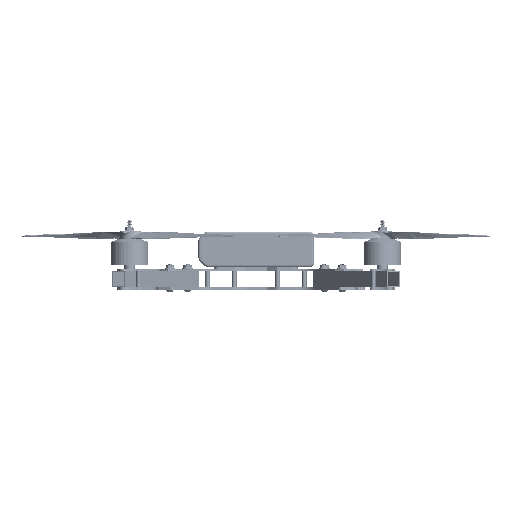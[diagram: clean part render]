
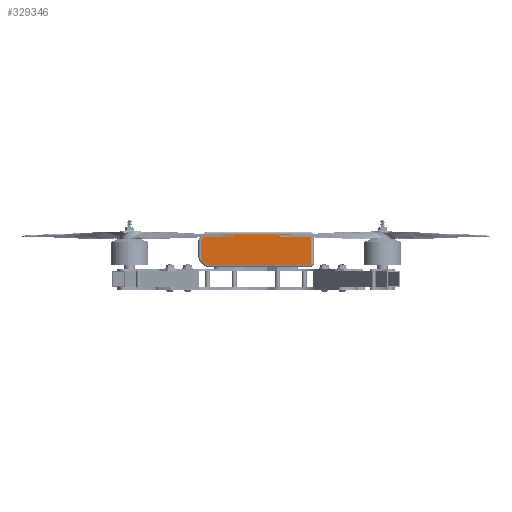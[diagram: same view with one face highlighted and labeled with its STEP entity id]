
A CAD part, left-side view. The second image highlights one B-rep face of the part: STEP entity #329346.
In plain terms, the highlighted free-form (B-spline) face has degree [1, 1] with [2, 2] control points.
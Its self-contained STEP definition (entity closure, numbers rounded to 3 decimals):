
#328802 = VERTEX_POINT('',#328803);
#328803 = CARTESIAN_POINT('',(-60.603,-98.151,
    42.159));
#328819 = VERTEX_POINT('',#328820);
#328820 = CARTESIAN_POINT('',(-60.603,-98.151,
    92.223));
#328826 = EDGE_CURVE('',#328819,#328802,#328827,.T.);
#328827 = B_SPLINE_CURVE_WITH_KNOTS('',1,(#328828,#328829),
  .UNSPECIFIED.,.F.,.F.,(2,2),(-43.,-5.),.PIECEWISE_BEZIER_KNOTS.);
#328828 = CARTESIAN_POINT('',(-60.603,-98.151,
    92.223));
#328829 = CARTESIAN_POINT('',(-60.603,-98.151,
    42.159));
#328850 = EDGE_CURVE('',#328851,#328819,#328853,.T.);
#328851 = VERTEX_POINT('',#328852);
#328852 = CARTESIAN_POINT('',(-60.603,-95.516,
    94.858));
#328853 = ( BOUNDED_CURVE() B_SPLINE_CURVE(2,(#328854,#328855,#328856),
.UNSPECIFIED.,.F.,.F.) B_SPLINE_CURVE_WITH_KNOTS((3,3),(5.498,
7.069),.PIECEWISE_BEZIER_KNOTS.) CURVE() 
GEOMETRIC_REPRESENTATION_ITEM() RATIONAL_B_SPLINE_CURVE((1.,
0.707,1.)) REPRESENTATION_ITEM('') );
#328854 = CARTESIAN_POINT('',(-60.603,-95.516,
    94.858));
#328855 = CARTESIAN_POINT('',(-60.603,-98.151,
    94.858));
#328856 = CARTESIAN_POINT('',(-60.603,-98.151,
    92.223));
#328880 = VERTEX_POINT('',#328881);
#328881 = CARTESIAN_POINT('',(-60.603,83.472,
    94.858));
#328887 = EDGE_CURVE('',#328880,#328851,#328888,.T.);
#328888 = B_SPLINE_CURVE_WITH_KNOTS('',1,(#328889,#328890),
  .UNSPECIFIED.,.F.,.F.,(2,2),(-24.608,111.25),
  .PIECEWISE_BEZIER_KNOTS.);
#328889 = CARTESIAN_POINT('',(-60.603,83.472,
    94.858));
#328890 = CARTESIAN_POINT('',(-60.603,-95.516,
    94.858));
#328911 = VERTEX_POINT('',#328912);
#328912 = CARTESIAN_POINT('',(-60.603,89.993,
    92.156));
#328918 = EDGE_CURVE('',#328911,#328880,#328919,.T.);
#328919 = ( BOUNDED_CURVE() B_SPLINE_CURVE(2,(#328920,#328921,#328922),
.UNSPECIFIED.,.F.,.F.) B_SPLINE_CURVE_WITH_KNOTS((3,3),(5.89,
6.676),.PIECEWISE_BEZIER_KNOTS.) CURVE() 
GEOMETRIC_REPRESENTATION_ITEM() RATIONAL_B_SPLINE_CURVE((1.,
0.924,1.)) REPRESENTATION_ITEM('') );
#328920 = CARTESIAN_POINT('',(-60.603,89.993,
    92.156));
#328921 = CARTESIAN_POINT('',(-60.603,87.292,
    94.858));
#328922 = CARTESIAN_POINT('',(-60.603,83.472,
    94.858));
#328947 = VERTEX_POINT('',#328948);
#328948 = CARTESIAN_POINT('',(-60.603,95.45,
    86.699));
#328954 = EDGE_CURVE('',#328947,#328911,#328955,.T.);
#328955 = B_SPLINE_CURVE_WITH_KNOTS('',1,(#328956,#328957),
  .UNSPECIFIED.,.F.,.F.,(2,2),(14.042,19.899),
  .PIECEWISE_BEZIER_KNOTS.);
#328956 = CARTESIAN_POINT('',(-60.603,95.45,
    86.699));
#328957 = CARTESIAN_POINT('',(-60.603,89.993,
    92.156));
#328978 = VERTEX_POINT('',#328979);
#328979 = CARTESIAN_POINT('',(-60.603,98.151,
    80.178));
#328985 = EDGE_CURVE('',#328978,#328947,#328986,.T.);
#328986 = ( BOUNDED_CURVE() B_SPLINE_CURVE(2,(#328987,#328988,#328989),
.UNSPECIFIED.,.F.,.F.) B_SPLINE_CURVE_WITH_KNOTS((3,3),(5.89,
6.676),.PIECEWISE_BEZIER_KNOTS.) CURVE() 
GEOMETRIC_REPRESENTATION_ITEM() RATIONAL_B_SPLINE_CURVE((1.,
0.924,1.)) REPRESENTATION_ITEM('') );
#328987 = CARTESIAN_POINT('',(-60.603,98.151,
    80.178));
#328988 = CARTESIAN_POINT('',(-60.603,98.151,
    83.998));
#328989 = CARTESIAN_POINT('',(-60.603,95.45,
    86.699));
#329014 = VERTEX_POINT('',#329015);
#329015 = CARTESIAN_POINT('',(-60.603,98.151,
    54.203));
#329021 = EDGE_CURVE('',#329014,#328978,#329022,.T.);
#329022 = B_SPLINE_CURVE_WITH_KNOTS('',1,(#329023,#329024),
  .UNSPECIFIED.,.F.,.F.,(2,2),(14.142,33.858),
  .PIECEWISE_BEZIER_KNOTS.);
#329023 = CARTESIAN_POINT('',(-60.603,98.151,
    54.203));
#329024 = CARTESIAN_POINT('',(-60.603,98.151,
    80.178));
#329045 = VERTEX_POINT('',#329046);
#329046 = CARTESIAN_POINT('',(-60.603,95.45,
    47.682));
#329052 = EDGE_CURVE('',#329045,#329014,#329053,.T.);
#329053 = ( BOUNDED_CURVE() B_SPLINE_CURVE(2,(#329054,#329055,#329056),
.UNSPECIFIED.,.F.,.F.) B_SPLINE_CURVE_WITH_KNOTS((3,3),(5.89,
6.676),.PIECEWISE_BEZIER_KNOTS.) CURVE() 
GEOMETRIC_REPRESENTATION_ITEM() RATIONAL_B_SPLINE_CURVE((1.,
0.924,1.)) REPRESENTATION_ITEM('') );
#329054 = CARTESIAN_POINT('',(-60.603,95.45,
    47.682));
#329055 = CARTESIAN_POINT('',(-60.603,98.151,
    50.383));
#329056 = CARTESIAN_POINT('',(-60.603,98.151,
    54.203));
#329081 = VERTEX_POINT('',#329082);
#329082 = CARTESIAN_POINT('',(-60.603,89.993,
    42.225));
#329088 = EDGE_CURVE('',#329081,#329045,#329089,.T.);
#329089 = B_SPLINE_CURVE_WITH_KNOTS('',1,(#329090,#329091),
  .UNSPECIFIED.,.F.,.F.,(2,2),(-2.929,2.929),
  .PIECEWISE_BEZIER_KNOTS.);
#329090 = CARTESIAN_POINT('',(-60.603,89.993,
    42.225));
#329091 = CARTESIAN_POINT('',(-60.603,95.45,
    47.682));
#329112 = VERTEX_POINT('',#329113);
#329113 = CARTESIAN_POINT('',(-60.603,83.472,
    39.524));
#329119 = EDGE_CURVE('',#329112,#329081,#329120,.T.);
#329120 = ( BOUNDED_CURVE() B_SPLINE_CURVE(2,(#329121,#329122,#329123),
.UNSPECIFIED.,.F.,.F.) B_SPLINE_CURVE_WITH_KNOTS((3,3),(5.89,
6.676),.PIECEWISE_BEZIER_KNOTS.) CURVE() 
GEOMETRIC_REPRESENTATION_ITEM() RATIONAL_B_SPLINE_CURVE((1.,
0.924,1.)) REPRESENTATION_ITEM('') );
#329121 = CARTESIAN_POINT('',(-60.603,83.472,
    39.524));
#329122 = CARTESIAN_POINT('',(-60.603,87.292,
    39.524));
#329123 = CARTESIAN_POINT('',(-60.603,89.993,
    42.225));
#329148 = VERTEX_POINT('',#329149);
#329149 = CARTESIAN_POINT('',(-60.603,-95.516,
    39.524));
#329155 = EDGE_CURVE('',#329148,#329112,#329156,.T.);
#329156 = B_SPLINE_CURVE_WITH_KNOTS('',1,(#329157,#329158),
  .UNSPECIFIED.,.F.,.F.,(2,2),(-111.25,24.608),
  .PIECEWISE_BEZIER_KNOTS.);
#329157 = CARTESIAN_POINT('',(-60.603,-95.516,
    39.524));
#329158 = CARTESIAN_POINT('',(-60.603,83.472,
    39.524));
#329176 = EDGE_CURVE('',#328802,#329148,#329177,.T.);
#329177 = ( BOUNDED_CURVE() B_SPLINE_CURVE(2,(#329178,#329179,#329180),
.UNSPECIFIED.,.F.,.F.) B_SPLINE_CURVE_WITH_KNOTS((3,3),(5.498,
7.069),.PIECEWISE_BEZIER_KNOTS.) CURVE() 
GEOMETRIC_REPRESENTATION_ITEM() RATIONAL_B_SPLINE_CURVE((1.,
0.707,1.)) REPRESENTATION_ITEM('') );
#329178 = CARTESIAN_POINT('',(-60.603,-98.151,
    42.159));
#329179 = CARTESIAN_POINT('',(-60.603,-98.151,
    39.524));
#329180 = CARTESIAN_POINT('',(-60.603,-95.516,
    39.524));
#329346 = ADVANCED_FACE('',(#329347),#329361,.T.);
#329347 = FACE_BOUND('',#329348,.T.);
#329348 = EDGE_LOOP('',(#329349,#329350,#329351,#329352,#329353,#329354,
    #329355,#329356,#329357,#329358,#329359,#329360));
#329349 = ORIENTED_EDGE('',*,*,#328826,.F.);
#329350 = ORIENTED_EDGE('',*,*,#328850,.F.);
#329351 = ORIENTED_EDGE('',*,*,#328887,.F.);
#329352 = ORIENTED_EDGE('',*,*,#328918,.F.);
#329353 = ORIENTED_EDGE('',*,*,#328954,.F.);
#329354 = ORIENTED_EDGE('',*,*,#328985,.F.);
#329355 = ORIENTED_EDGE('',*,*,#329021,.F.);
#329356 = ORIENTED_EDGE('',*,*,#329052,.F.);
#329357 = ORIENTED_EDGE('',*,*,#329088,.F.);
#329358 = ORIENTED_EDGE('',*,*,#329119,.F.);
#329359 = ORIENTED_EDGE('',*,*,#329155,.F.);
#329360 = ORIENTED_EDGE('',*,*,#329176,.F.);
#329361 = B_SPLINE_SURFACE_WITH_KNOTS('',1,1,(
    (#329362,#329363)
    ,(#329364,#329365
  )),.UNSPECIFIED.,.F.,.F.,.F.,(2,2),(2,2),(3.,152.),(3.,45.),
  .PIECEWISE_BEZIER_KNOTS.);
#329362 = CARTESIAN_POINT('',(-60.603,98.151,
    39.524));
#329363 = CARTESIAN_POINT('',(-60.603,98.151,
    94.858));
#329364 = CARTESIAN_POINT('',(-60.603,-98.151,
    39.524));
#329365 = CARTESIAN_POINT('',(-60.603,-98.151,
    94.858));
